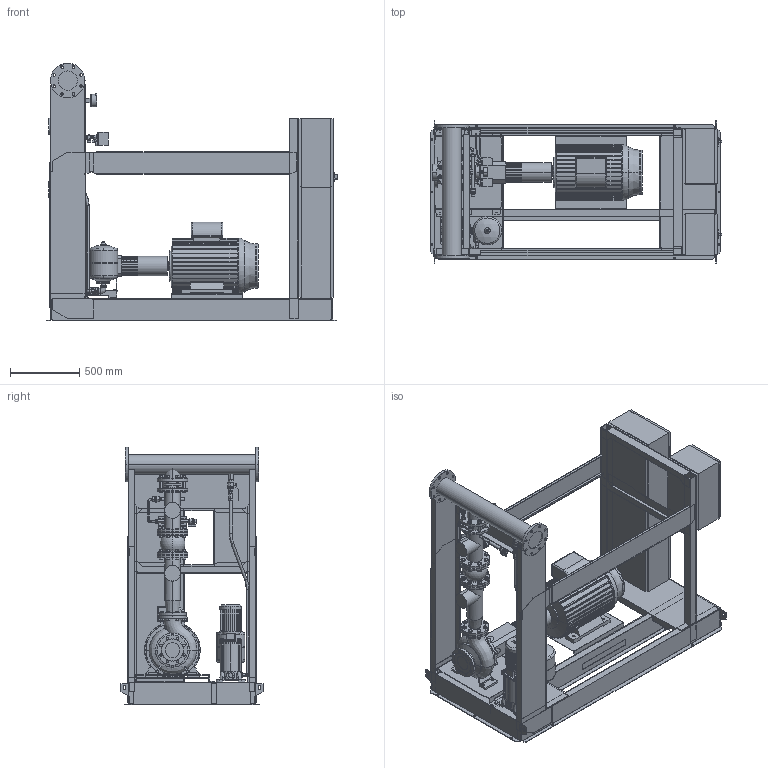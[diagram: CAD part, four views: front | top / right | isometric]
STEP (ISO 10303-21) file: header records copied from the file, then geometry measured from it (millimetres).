
FILE_DESCRIPTION((''),'2;1');
FILE_NAME('3d_Sifire-EN-80_200-203-37_1.1EJ-4183759.stp','2015-05-26T07:16:13',(''),(''),'Mechanical Desktop 2009','Mechanical Desktop 2009',', , ');
FILE_SCHEMA(('CONFIG_CONTROL_DESIGN'));
Length unit declared in the file: millimetre
Products named in the file (1): Product
Bounding box: 2105.5 x 1026 x 1860 mm (x, y, z)
Volume: 355364169.6 mm3; surface area: 26284661.9 mm2
Topology: 185 solids, 185 shells, 4338 faces, 10523 edges, 6641 vertices
Faces by surface type: plane 1604, bspline 1240, cylinder 898, cone 464, torus 102, sphere 30
Entity records: 138761 total; most frequent: CARTESIAN_POINT 42966, ORIENTED_EDGE 20994, DIRECTION 18332, EDGE_CURVE 10497, VERTEX_POINT 6640, AXIS2_PLACEMENT_3D 6418, VECTOR 5496, LINE 5496
